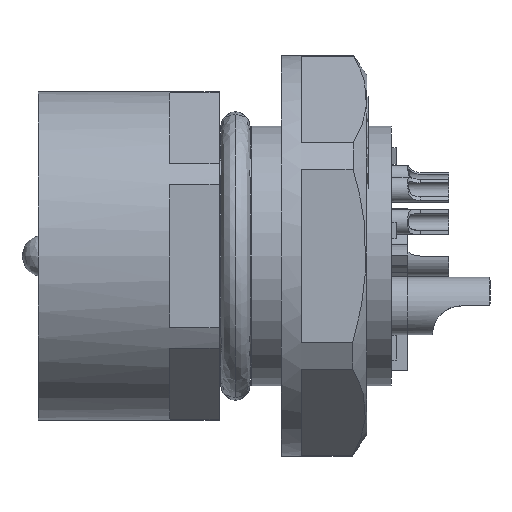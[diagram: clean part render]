
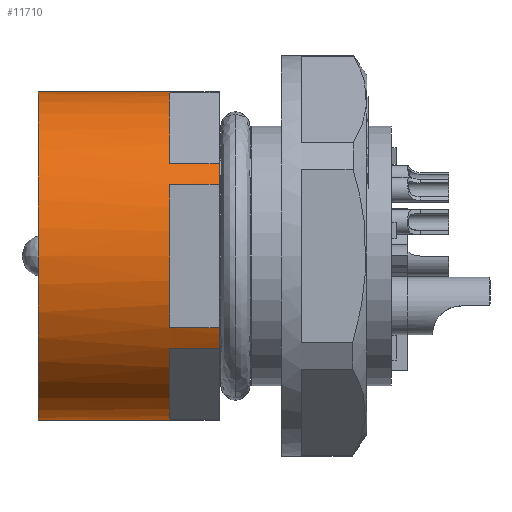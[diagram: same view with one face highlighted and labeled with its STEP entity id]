
A CAD part, left-side view. The second image highlights one B-rep face of the part: STEP entity #11710.
In plain terms, the highlighted cylindrical face has radius 10 mm (diameter 20 mm), a partial arc.
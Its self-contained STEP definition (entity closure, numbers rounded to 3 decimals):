
#644 = DIRECTION ( 'NONE',  ( 0., -1., 0. ) ) ;
#668 = DIRECTION ( 'NONE',  ( 0., -1., 0. ) ) ;
#733 = CARTESIAN_POINT ( 'NONE',  ( -9., 10.5, 4.359 ) ) ;
#741 = CARTESIAN_POINT ( 'NONE',  ( -8.275, 13.5, -5.615 ) ) ;
#763 = VERTEX_POINT ( 'NONE', #13611 ) ;
#835 = VERTEX_POINT ( 'NONE', #10703 ) ;
#836 = CARTESIAN_POINT ( 'NONE',  ( -0.725, 10.5, -9.974 ) ) ;
#842 = EDGE_CURVE ( 'NONE', #8983, #1374, #13563, .T. ) ;
#1277 = EDGE_CURVE ( 'NONE', #2421, #17454, #18299, .T. ) ;
#1283 = AXIS2_PLACEMENT_3D ( 'NONE', #3931, #11282, #14287 ) ;
#1374 = VERTEX_POINT ( 'NONE', #8195 ) ;
#1436 = CARTESIAN_POINT ( 'NONE',  ( -9., 13.5, -4.359 ) ) ;
#1542 = CARTESIAN_POINT ( 'NONE',  ( 0., 13.5, 0. ) ) ;
#1554 = ORIENTED_EDGE ( 'NONE', *, *, #18951, .T. ) ;
#1735 = EDGE_CURVE ( 'NONE', #2421, #8717, #5426, .T. ) ;
#1858 = LINE ( 'NONE', #2170, #5315 ) ;
#1877 = DIRECTION ( 'NONE',  ( 0., 1., 0. ) ) ;
#1887 = ORIENTED_EDGE ( 'NONE', *, *, #5683, .T. ) ;
#2143 = CARTESIAN_POINT ( 'NONE',  ( -0.725, 13.5, 9.974 ) ) ;
#2170 = CARTESIAN_POINT ( 'NONE',  ( 0., 13.5, -10. ) ) ;
#2234 = LINE ( 'NONE', #11371, #17426 ) ;
#2421 = VERTEX_POINT ( 'NONE', #7425 ) ;
#2433 = DIRECTION ( 'NONE',  ( 0., 1., 0. ) ) ;
#2824 = LINE ( 'NONE', #12777, #5826 ) ;
#2854 = VERTEX_POINT ( 'NONE', #7049 ) ;
#3027 = VERTEX_POINT ( 'NONE', #14868 ) ;
#3049 = CARTESIAN_POINT ( 'NONE',  ( -0.725, 13.5, -9.974 ) ) ;
#3424 = EDGE_CURVE ( 'NONE', #8570, #18819, #2824, .T. ) ;
#3839 = VECTOR ( 'NONE', #5022, 1000. ) ;
#3931 = CARTESIAN_POINT ( 'NONE',  ( 0., 13.5, 0. ) ) ;
#4240 = CARTESIAN_POINT ( 'NONE',  ( 0., 13.5, 0. ) ) ;
#4259 = DIRECTION ( 'NONE',  ( 0., 1., 0. ) ) ;
#4301 = CARTESIAN_POINT ( 'NONE',  ( -0.725, 13.5, 9.974 ) ) ;
#4417 = EDGE_CURVE ( 'NONE', #10563, #763, #14382, .T. ) ;
#4512 = CARTESIAN_POINT ( 'NONE',  ( 0., 10.5, -10. ) ) ;
#4913 = CARTESIAN_POINT ( 'NONE',  ( 0., 10.5, 0. ) ) ;
#5005 = ORIENTED_EDGE ( 'NONE', *, *, #4417, .T. ) ;
#5022 = DIRECTION ( 'NONE',  ( 0., -1., 0. ) ) ;
#5315 = VECTOR ( 'NONE', #668, 1000. ) ;
#5342 = DIRECTION ( 'NONE',  ( 0., 1., 0. ) ) ;
#5369 = CYLINDRICAL_SURFACE ( 'NONE', #1283, 10. ) ;
#5426 = LINE ( 'NONE', #13916, #12851 ) ;
#5454 = DIRECTION ( 'NONE',  ( 0., -1., 0. ) ) ;
#5683 = EDGE_CURVE ( 'NONE', #17454, #7629, #1858, .T. ) ;
#5715 = AXIS2_PLACEMENT_3D ( 'NONE', #8327, #18599, #9824 ) ;
#5724 = DIRECTION ( 'NONE',  ( 0., 0., -1. ) ) ;
#5826 = VECTOR ( 'NONE', #2433, 1000. ) ;
#5965 = ORIENTED_EDGE ( 'NONE', *, *, #3424, .T. ) ;
#6283 = FACE_OUTER_BOUND ( 'NONE', #10193, .T. ) ;
#6386 = AXIS2_PLACEMENT_3D ( 'NONE', #4913, #15240, #6397 ) ;
#6397 = DIRECTION ( 'NONE',  ( 0., 0., -1. ) ) ;
#6893 = CARTESIAN_POINT ( 'NONE',  ( 0., 21.5, 0. ) ) ;
#6945 = CIRCLE ( 'NONE', #5715, 10. ) ;
#6955 = DIRECTION ( 'NONE',  ( 0., -1., 0. ) ) ;
#6981 = DIRECTION ( 'NONE',  ( 0., 0., -1. ) ) ;
#7044 = LINE ( 'NONE', #1436, #14471 ) ;
#7049 = CARTESIAN_POINT ( 'NONE',  ( -9., 10.5, -4.359 ) ) ;
#7097 = VERTEX_POINT ( 'NONE', #15288 ) ;
#7162 = CARTESIAN_POINT ( 'NONE',  ( 0., 10.5, 10. ) ) ;
#7289 = ORIENTED_EDGE ( 'NONE', *, *, #9939, .T. ) ;
#7425 = CARTESIAN_POINT ( 'NONE',  ( 0., 21.5, 10. ) ) ;
#7629 = VERTEX_POINT ( 'NONE', #4512 ) ;
#7801 = CIRCLE ( 'NONE', #6386, 10. ) ;
#8195 = CARTESIAN_POINT ( 'NONE',  ( -8.275, 10.5, -5.615 ) ) ;
#8327 = CARTESIAN_POINT ( 'NONE',  ( 0., 10.5, 0. ) ) ;
#8425 = DIRECTION ( 'NONE',  ( 0., 0., -1. ) ) ;
#8484 = CIRCLE ( 'NONE', #10102, 10. ) ;
#8570 = VERTEX_POINT ( 'NONE', #836 ) ;
#8633 = EDGE_CURVE ( 'NONE', #13736, #3027, #2234, .T. ) ;
#8717 = VERTEX_POINT ( 'NONE', #7162 ) ;
#8911 = EDGE_CURVE ( 'NONE', #7097, #14948, #11570, .T. ) ;
#8983 = VERTEX_POINT ( 'NONE', #12539 ) ;
#9824 = DIRECTION ( 'NONE',  ( 0., 0., -1. ) ) ;
#9939 = EDGE_CURVE ( 'NONE', #2854, #835, #7044, .T. ) ;
#10010 = CIRCLE ( 'NONE', #10676, 10. ) ;
#10102 = AXIS2_PLACEMENT_3D ( 'NONE', #4240, #14593, #5724 ) ;
#10193 = EDGE_LOOP ( 'NONE', ( #15762, #16878, #1887, #14145, #5965, #18242, #13244, #1554, #7289, #12158, #18037, #14027, #15436, #13477, #5005, #15520 ) ) ;
#10241 = DIRECTION ( 'NONE',  ( 0., 1., 0. ) ) ;
#10407 = VECTOR ( 'NONE', #644, 1000. ) ;
#10563 = VERTEX_POINT ( 'NONE', #4301 ) ;
#10629 = AXIS2_PLACEMENT_3D ( 'NONE', #1542, #17233, #8425 ) ;
#10676 = AXIS2_PLACEMENT_3D ( 'NONE', #13140, #4259, #14616 ) ;
#10700 = CARTESIAN_POINT ( 'NONE',  ( 0., 13.5, 0. ) ) ;
#10703 = CARTESIAN_POINT ( 'NONE',  ( -9., 13.5, -4.359 ) ) ;
#10811 = AXIS2_PLACEMENT_3D ( 'NONE', #14223, #5342, #15672 ) ;
#11282 = DIRECTION ( 'NONE',  ( 0., -1., 0. ) ) ;
#11371 = CARTESIAN_POINT ( 'NONE',  ( -8.275, 13.5, 5.615 ) ) ;
#11570 = LINE ( 'NONE', #15363, #3839 ) ;
#11710 = ADVANCED_FACE ( 'NONE', ( #6283 ), #5369, .T. ) ;
#12158 = ORIENTED_EDGE ( 'NONE', *, *, #18247, .T. ) ;
#12208 = DIRECTION ( 'NONE',  ( 0., 0., -1. ) ) ;
#12535 = AXIS2_PLACEMENT_3D ( 'NONE', #6893, #6955, #6981 ) ;
#12539 = CARTESIAN_POINT ( 'NONE',  ( -8.275, 13.5, -5.615 ) ) ;
#12777 = CARTESIAN_POINT ( 'NONE',  ( -0.725, 13.5, -9.974 ) ) ;
#12851 = VECTOR ( 'NONE', #13983, 1000. ) ;
#13140 = CARTESIAN_POINT ( 'NONE',  ( 0., 10.5, 0. ) ) ;
#13244 = ORIENTED_EDGE ( 'NONE', *, *, #842, .T. ) ;
#13266 = EDGE_CURVE ( 'NONE', #763, #8717, #6945, .T. ) ;
#13356 = EDGE_CURVE ( 'NONE', #3027, #10563, #17293, .T. ) ;
#13477 = ORIENTED_EDGE ( 'NONE', *, *, #13356, .T. ) ;
#13563 = LINE ( 'NONE', #741, #16499 ) ;
#13611 = CARTESIAN_POINT ( 'NONE',  ( -0.725, 10.5, 9.974 ) ) ;
#13736 = VERTEX_POINT ( 'NONE', #16763 ) ;
#13858 = CIRCLE ( 'NONE', #10811, 10. ) ;
#13893 = CARTESIAN_POINT ( 'NONE',  ( 0., 21.5, -10. ) ) ;
#13916 = CARTESIAN_POINT ( 'NONE',  ( 0., 13.5, 10. ) ) ;
#13983 = DIRECTION ( 'NONE',  ( 0., -1., 0. ) ) ;
#14027 = ORIENTED_EDGE ( 'NONE', *, *, #17595, .T. ) ;
#14145 = ORIENTED_EDGE ( 'NONE', *, *, #15850, .T. ) ;
#14162 = EDGE_CURVE ( 'NONE', #18819, #8983, #16248, .T. ) ;
#14223 = CARTESIAN_POINT ( 'NONE',  ( 0., 10.5, 0. ) ) ;
#14287 = DIRECTION ( 'NONE',  ( 0., 0., -1. ) ) ;
#14382 = LINE ( 'NONE', #2143, #10407 ) ;
#14471 = VECTOR ( 'NONE', #10241, 1000. ) ;
#14593 = DIRECTION ( 'NONE',  ( 0., 1., 0. ) ) ;
#14616 = DIRECTION ( 'NONE',  ( 0., 0., -1. ) ) ;
#14868 = CARTESIAN_POINT ( 'NONE',  ( -8.275, 13.5, 5.615 ) ) ;
#14948 = VERTEX_POINT ( 'NONE', #733 ) ;
#15240 = DIRECTION ( 'NONE',  ( 0., 1., 0. ) ) ;
#15288 = CARTESIAN_POINT ( 'NONE',  ( -9., 13.5, 4.359 ) ) ;
#15363 = CARTESIAN_POINT ( 'NONE',  ( -9., 13.5, 4.359 ) ) ;
#15436 = ORIENTED_EDGE ( 'NONE', *, *, #8633, .T. ) ;
#15520 = ORIENTED_EDGE ( 'NONE', *, *, #13266, .T. ) ;
#15672 = DIRECTION ( 'NONE',  ( 0., 0., -1. ) ) ;
#15762 = ORIENTED_EDGE ( 'NONE', *, *, #1735, .F. ) ;
#15850 = EDGE_CURVE ( 'NONE', #7629, #8570, #10010, .T. ) ;
#16248 = CIRCLE ( 'NONE', #16803, 10. ) ;
#16499 = VECTOR ( 'NONE', #5454, 1000. ) ;
#16763 = CARTESIAN_POINT ( 'NONE',  ( -8.275, 10.5, 5.615 ) ) ;
#16803 = AXIS2_PLACEMENT_3D ( 'NONE', #10700, #1877, #12208 ) ;
#16878 = ORIENTED_EDGE ( 'NONE', *, *, #1277, .T. ) ;
#17203 = DIRECTION ( 'NONE',  ( 0., 1., 0. ) ) ;
#17233 = DIRECTION ( 'NONE',  ( 0., 1., 0. ) ) ;
#17293 = CIRCLE ( 'NONE', #10629, 10. ) ;
#17426 = VECTOR ( 'NONE', #17203, 1000. ) ;
#17454 = VERTEX_POINT ( 'NONE', #13893 ) ;
#17595 = EDGE_CURVE ( 'NONE', #14948, #13736, #13858, .T. ) ;
#18037 = ORIENTED_EDGE ( 'NONE', *, *, #8911, .T. ) ;
#18242 = ORIENTED_EDGE ( 'NONE', *, *, #14162, .T. ) ;
#18247 = EDGE_CURVE ( 'NONE', #835, #7097, #8484, .T. ) ;
#18299 = CIRCLE ( 'NONE', #12535, 10. ) ;
#18599 = DIRECTION ( 'NONE',  ( 0., 1., 0. ) ) ;
#18819 = VERTEX_POINT ( 'NONE', #3049 ) ;
#18951 = EDGE_CURVE ( 'NONE', #1374, #2854, #7801, .T. ) ;
